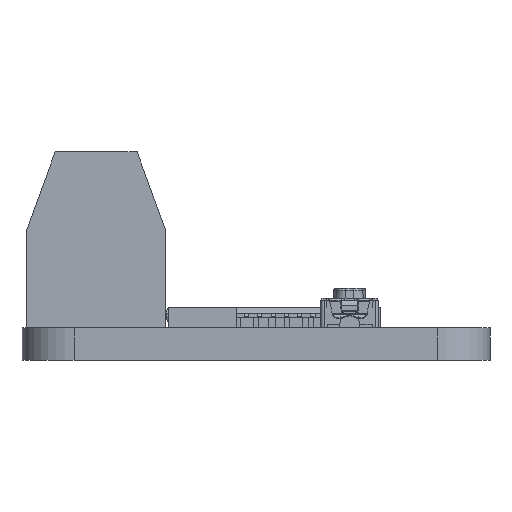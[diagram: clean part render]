
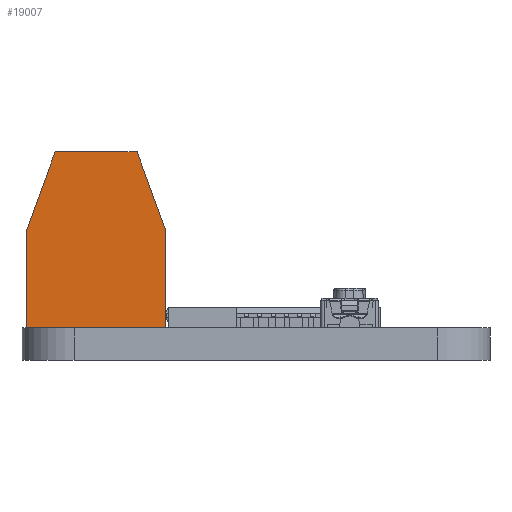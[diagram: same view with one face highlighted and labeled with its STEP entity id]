
A CAD part, left-side view. The second image highlights one B-rep face of the part: STEP entity #19007.
In plain terms, the highlighted face is planar.
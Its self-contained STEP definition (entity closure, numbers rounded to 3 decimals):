
#754=PLANE('',#20604);
#1635=FACE_OUTER_BOUND('',#2863,.T.);
#2863=EDGE_LOOP('',(#15331,#15332,#15333,#15334,#15335,#15336));
#4310=LINE('',#29489,#6323);
#4311=LINE('',#29491,#6324);
#4312=LINE('',#29493,#6325);
#4313=LINE('',#29495,#6326);
#4314=LINE('',#29497,#6327);
#4315=LINE('',#29498,#6328);
#6323=VECTOR('',#24233,10.);
#6324=VECTOR('',#24234,10.);
#6325=VECTOR('',#24235,10.);
#6326=VECTOR('',#24236,10.);
#6327=VECTOR('',#24237,10.);
#6328=VECTOR('',#24238,10.);
#8946=VERTEX_POINT('',#29487);
#8947=VERTEX_POINT('',#29488);
#8948=VERTEX_POINT('',#29490);
#8949=VERTEX_POINT('',#29492);
#8950=VERTEX_POINT('',#29494);
#8951=VERTEX_POINT('',#29496);
#11200=EDGE_CURVE('',#8946,#8947,#4310,.T.);
#11201=EDGE_CURVE('',#8947,#8948,#4311,.T.);
#11202=EDGE_CURVE('',#8948,#8949,#4312,.T.);
#11203=EDGE_CURVE('',#8949,#8950,#4313,.T.);
#11204=EDGE_CURVE('',#8950,#8951,#4314,.T.);
#11205=EDGE_CURVE('',#8951,#8946,#4315,.T.);
#15331=ORIENTED_EDGE('',*,*,#11200,.T.);
#15332=ORIENTED_EDGE('',*,*,#11201,.T.);
#15333=ORIENTED_EDGE('',*,*,#11202,.T.);
#15334=ORIENTED_EDGE('',*,*,#11203,.T.);
#15335=ORIENTED_EDGE('',*,*,#11204,.T.);
#15336=ORIENTED_EDGE('',*,*,#11205,.T.);
#19007=ADVANCED_FACE('',(#1635),#754,.T.);
#20604=AXIS2_PLACEMENT_3D('',#29486,#24231,#24232);
#24231=DIRECTION('center_axis',(1.,0.,0.));
#24232=DIRECTION('ref_axis',(0.,0.,
1.));
#24233=DIRECTION('',(0.,-0.342,0.94));
#24234=DIRECTION('',(0.,-1.,0.));
#24235=DIRECTION('',(0.,-0.342,-0.94));
#24236=DIRECTION('',(0.,0.,-1.));
#24237=DIRECTION('',(0.,1.,0.));
#24238=DIRECTION('',(0.,0.,1.));
#29486=CARTESIAN_POINT('Origin',(3.596,-0.061,4.3));
#29487=CARTESIAN_POINT('',(3.596,3.339,4.754));
#29488=CARTESIAN_POINT('',(3.596,1.939,8.6));
#29489=CARTESIAN_POINT('',(3.596,1.939,8.6));
#29490=CARTESIAN_POINT('',(3.596,-2.061,8.6));
#29491=CARTESIAN_POINT('',(3.596,-2.061,8.6));
#29492=CARTESIAN_POINT('',(3.596,-3.461,4.754));
#29493=CARTESIAN_POINT('',(3.596,-3.461,4.754));
#29494=CARTESIAN_POINT('',(3.596,-3.461,0.));
#29495=CARTESIAN_POINT('',(3.596,-3.461,0.));
#29496=CARTESIAN_POINT('',(3.596,3.339,0.));
#29497=CARTESIAN_POINT('',(3.596,3.339,0.));
#29498=CARTESIAN_POINT('',(3.596,3.339,4.754));
